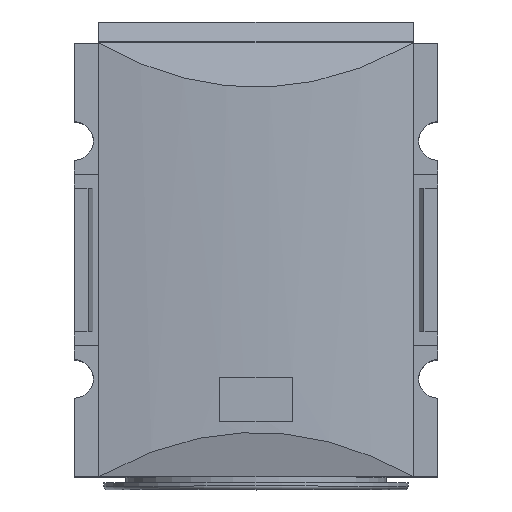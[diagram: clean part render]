
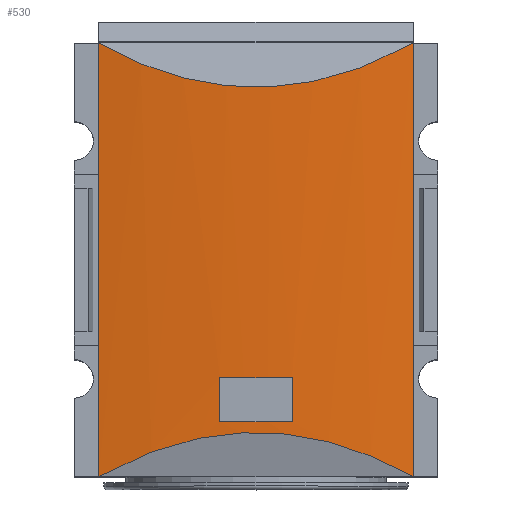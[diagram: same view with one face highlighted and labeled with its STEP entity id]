
A CAD part, top view. The second image highlights one B-rep face of the part: STEP entity #530.
In plain terms, the highlighted cylindrical face has radius 150 mm (diameter 300 mm), a partial arc.
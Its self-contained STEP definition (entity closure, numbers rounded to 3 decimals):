
#530 = ADVANCED_FACE( '', ( #1137, #1138 ), #1139, .T. );
#1137 = FACE_OUTER_BOUND( '', #1793, .T. );
#1138 = FACE_BOUND( '', #1794, .T. );
#1139 = CYLINDRICAL_SURFACE( '', #1795, 150. );
#1793 = EDGE_LOOP( '', ( #3262, #3263, #3264, #3265 ) );
#1794 = EDGE_LOOP( '', ( #3266, #3267, #3268, #3269 ) );
#1795 = AXIS2_PLACEMENT_3D( '', #3270, #3271, #3272 );
#3262 = ORIENTED_EDGE( '', *, *, #3813, .F. );
#3263 = ORIENTED_EDGE( '', *, *, #4173, .T. );
#3264 = ORIENTED_EDGE( '', *, *, #3945, .T. );
#3265 = ORIENTED_EDGE( '', *, *, #4232, .T. );
#3266 = ORIENTED_EDGE( '', *, *, #4233, .F. );
#3267 = ORIENTED_EDGE( '', *, *, #4222, .F. );
#3268 = ORIENTED_EDGE( '', *, *, #4234, .F. );
#3269 = ORIENTED_EDGE( '', *, *, #4183, .F. );
#3270 = CARTESIAN_POINT( '', ( 0., 31., -122.903 ) );
#3271 = DIRECTION( '', ( 0., 1., 0. ) );
#3272 = DIRECTION( '', ( 0., 0., -1. ) );
#3813 = EDGE_CURVE( '', #4574, #4589, #4593, .T. );
#3945 = EDGE_CURVE( '', #4814, #4812, #4815, .T. );
#4173 = EDGE_CURVE( '', #4574, #4814, #5128, .T. );
#4183 = EDGE_CURVE( '', #5139, #5140, #5141, .T. );
#4222 = EDGE_CURVE( '', #5185, #5186, #5187, .T. );
#4232 = EDGE_CURVE( '', #4812, #4589, #5198, .T. );
#4233 = EDGE_CURVE( '', #5186, #5139, #5199, .T. );
#4234 = EDGE_CURVE( '', #5140, #5185, #5200, .F. );
#4574 = VERTEX_POINT( '', #5636 );
#4589 = VERTEX_POINT( '', #5657 );
#4593 = LINE( '', #5663, #5664 );
#4812 = VERTEX_POINT( '', #5966 );
#4814 = VERTEX_POINT( '', #5969 );
#4815 = LINE( '', #5970, #5971 );
#5128 = ELLIPSE( '', #6515, 579.555, 150. );
#5139 = VERTEX_POINT( '', #6530 );
#5140 = VERTEX_POINT( '', #6531 );
#5141 = CIRCLE( '', #6532, 150. );
#5185 = VERTEX_POINT( '', #6590 );
#5186 = VERTEX_POINT( '', #6591 );
#5187 = CIRCLE( '', #6592, 150. );
#5198 = ELLIPSE( '', #6606, 579.555, 150. );
#5199 = LINE( '', #6607, #6608 );
#5200 = LINE( '', #6609, #6610 );
#5636 = CARTESIAN_POINT( '', ( 22.5, 31., 25.4 ) );
#5657 = CARTESIAN_POINT( '', ( 22.5, -31., 25.4 ) );
#5663 = CARTESIAN_POINT( '', ( 22.5, 31., 25.4 ) );
#5664 = VECTOR( '', #6871, 1000. );
#5966 = CARTESIAN_POINT( '', ( -22.5, -31., 25.4 ) );
#5969 = CARTESIAN_POINT( '', ( -22.5, 31., 25.4 ) );
#5970 = CARTESIAN_POINT( '', ( -22.5, 31., 25.4 ) );
#5971 = VECTOR( '', #7022, 1000. );
#6515 = AXIS2_PLACEMENT_3D( '', #7238, #7239, #7240 );
#6530 = CARTESIAN_POINT( '', ( -5.15, -23.15, 27.009 ) );
#6531 = CARTESIAN_POINT( '', ( 5.15, -23.15, 27.009 ) );
#6532 = AXIS2_PLACEMENT_3D( '', #7248, #7249, #7250 );
#6590 = CARTESIAN_POINT( '', ( 5.15, -16.85, 27.009 ) );
#6591 = CARTESIAN_POINT( '', ( -5.15, -16.85, 27.009 ) );
#6592 = AXIS2_PLACEMENT_3D( '', #7277, #7278, #7279 );
#6606 = AXIS2_PLACEMENT_3D( '', #7286, #7287, #7288 );
#6607 = CARTESIAN_POINT( '', ( -5.15, 31., 27.009 ) );
#6608 = VECTOR( '', #7289, 1000. );
#6609 = CARTESIAN_POINT( '', ( 5.15, 31., 27.009 ) );
#6610 = VECTOR( '', #7290, 1000. );
#6871 = DIRECTION( '', ( 0., -1., 0. ) );
#7022 = DIRECTION( '', ( 0., -1., 0. ) );
#7238 = CARTESIAN_POINT( '', ( 0., 584.474, -122.903 ) );
#7239 = DIRECTION( '', ( 0., -0.259, -0.966 ) );
#7240 = DIRECTION( '', ( 0., -0.966, 0.259 ) );
#7248 = CARTESIAN_POINT( '', ( 0., -23.15, -122.903 ) );
#7249 = DIRECTION( '', ( 0., 1., 0. ) );
#7250 = DIRECTION( '', ( 0., 0., 1. ) );
#7277 = CARTESIAN_POINT( '', ( 0., -16.85, -122.903 ) );
#7278 = DIRECTION( '', ( 0., -1., 0. ) );
#7279 = DIRECTION( '', ( 0., 0., -1. ) );
#7286 = CARTESIAN_POINT( '', ( 0., -584.474, -122.903 ) );
#7287 = DIRECTION( '', ( 0., 0.259, -0.966 ) );
#7288 = DIRECTION( '', ( 0., -0.966, -0.259 ) );
#7289 = DIRECTION( '', ( 0., -1., 0. ) );
#7290 = DIRECTION( '', ( 0., -1., 0. ) );
